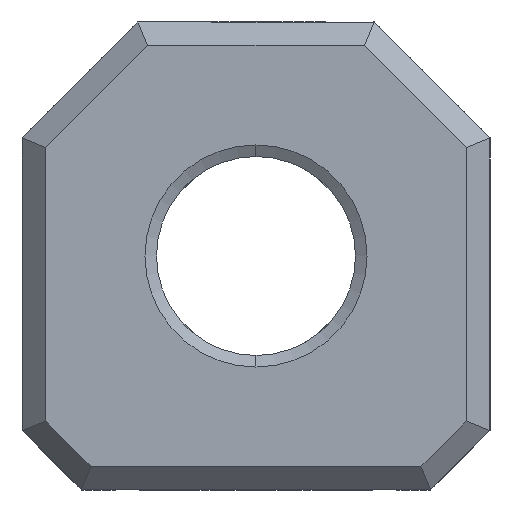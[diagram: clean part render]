
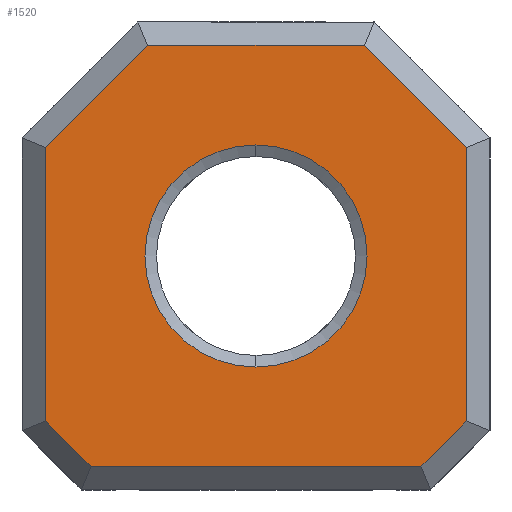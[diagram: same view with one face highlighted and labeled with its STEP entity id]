
A CAD part, left-side view. The second image highlights one B-rep face of the part: STEP entity #1520.
In plain terms, the highlighted planar face has unit normal (-1, 0, 0).
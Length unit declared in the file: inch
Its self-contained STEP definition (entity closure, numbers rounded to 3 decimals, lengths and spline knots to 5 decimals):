
#14 = CIRCLE ( 'NONE', #1760, 0.3735 ) ;
#106 = DIRECTION ( 'NONE',  ( 0., -0.707, 0.707 ) ) ;
#222 = EDGE_CURVE ( 'NONE', #1122, #2159, #2214, .T. ) ;
#239 = VERTEX_POINT ( 'NONE', #815 ) ;
#310 = EDGE_CURVE ( 'NONE', #2840, #2388, #1446, .T. ) ;
#364 = DIRECTION ( 'NONE',  ( 0., -1., 0. ) ) ;
#369 = EDGE_CURVE ( 'NONE', #239, #1527, #1958, .T. ) ;
#385 = VECTOR ( 'NONE', #781, 39.37008 ) ;
#391 = DIRECTION ( 'NONE',  ( 1., 0., 0. ) ) ;
#451 = ORIENTED_EDGE ( 'NONE', *, *, #2304, .T. ) ;
#517 = LINE ( 'NONE', #2104, #1614 ) ;
#530 = CARTESIAN_POINT ( 'NONE',  ( -2.362, 0., 0. ) ) ;
#557 = EDGE_CURVE ( 'NONE', #2804, #1043, #2680, .T. ) ;
#565 = AXIS2_PLACEMENT_3D ( 'NONE', #1909, #391, #1922 ) ;
#582 = CARTESIAN_POINT ( 'NONE',  ( -2.362, -0.34185, 0.73185 ) ) ;
#711 = ORIENTED_EDGE ( 'NONE', *, *, #222, .T. ) ;
#745 = DIRECTION ( 'NONE',  ( 0., 0., 1. ) ) ;
#752 = ORIENTED_EDGE ( 'NONE', *, *, #369, .F. ) ;
#776 = FACE_BOUND ( 'NONE', #1997, .T. ) ;
#781 = DIRECTION ( 'NONE',  ( 0., 0., -1. ) ) ;
#796 = EDGE_CURVE ( 'NONE', #1527, #239, #14, .T. ) ;
#808 = CARTESIAN_POINT ( 'NONE',  ( -2.362, -0.787, -0.709 ) ) ;
#815 = CARTESIAN_POINT ( 'NONE',  ( -2.362, 0., -0.3735 ) ) ;
#818 = PLANE ( 'NONE',  #565 ) ;
#831 = ORIENTED_EDGE ( 'NONE', *, *, #1939, .T. ) ;
#864 = CARTESIAN_POINT ( 'NONE',  ( -2.362, 0., 0. ) ) ;
#1022 = DIRECTION ( 'NONE',  ( 0., 1., 0. ) ) ;
#1039 = ORIENTED_EDGE ( 'NONE', *, *, #2405, .T. ) ;
#1043 = VERTEX_POINT ( 'NONE', #2716 ) ;
#1057 = CARTESIAN_POINT ( 'NONE',  ( -2.362, 0., 0.3735 ) ) ;
#1087 = DIRECTION ( 'NONE',  ( 0., 0., 1. ) ) ;
#1091 = CARTESIAN_POINT ( 'NONE',  ( -2.362, 0.53185, -0.73185 ) ) ;
#1122 = VERTEX_POINT ( 'NONE', #1906 ) ;
#1230 = ORIENTED_EDGE ( 'NONE', *, *, #1596, .T. ) ;
#1307 = CARTESIAN_POINT ( 'NONE',  ( -2.362, -0.55469, -0.709 ) ) ;
#1315 = CARTESIAN_POINT ( 'NONE',  ( -2.362, -0.36469, 0.709 ) ) ;
#1361 = AXIS2_PLACEMENT_3D ( 'NONE', #864, #2381, #1087 ) ;
#1423 = CARTESIAN_POINT ( 'NONE',  ( -2.362, 0.709, -0.787 ) ) ;
#1446 = LINE ( 'NONE', #2577, #2513 ) ;
#1461 = DIRECTION ( 'NONE',  ( 0., 0.707, 0.707 ) ) ;
#1520 = ADVANCED_FACE ( 'NONE', ( #2508, #776 ), #818, .F. ) ;
#1527 = VERTEX_POINT ( 'NONE', #1057 ) ;
#1532 = DIRECTION ( 'NONE',  ( 0., -0.707, -0.707 ) ) ;
#1576 = ORIENTED_EDGE ( 'NONE', *, *, #1830, .T. ) ;
#1596 = EDGE_CURVE ( 'NONE', #2355, #1122, #2827, .T. ) ;
#1614 = VECTOR ( 'NONE', #1812, 39.37008 ) ;
#1628 = ORIENTED_EDGE ( 'NONE', *, *, #310, .T. ) ;
#1676 = EDGE_LOOP ( 'NONE', ( #1039, #1230, #711, #1576, #1628, #831, #2156, #451 ) ) ;
#1760 = AXIS2_PLACEMENT_3D ( 'NONE', #530, #2050, #745 ) ;
#1812 = DIRECTION ( 'NONE',  ( 0., 0.707, -0.707 ) ) ;
#1830 = EDGE_CURVE ( 'NONE', #2159, #2840, #2633, .T. ) ;
#1840 = CARTESIAN_POINT ( 'NONE',  ( -2.362, -0.709, 0.36469 ) ) ;
#1906 = CARTESIAN_POINT ( 'NONE',  ( -2.362, 0.55469, -0.709 ) ) ;
#1909 = CARTESIAN_POINT ( 'NONE',  ( -2.362, -0.787, -0.787 ) ) ;
#1922 = DIRECTION ( 'NONE',  ( 0., 0., -1. ) ) ;
#1934 = VECTOR ( 'NONE', #1461, 39.37008 ) ;
#1939 = EDGE_CURVE ( 'NONE', #2388, #2804, #2423, .T. ) ;
#1958 = CIRCLE ( 'NONE', #1361, 0.3735 ) ;
#1964 = VERTEX_POINT ( 'NONE', #2330 ) ;
#1997 = EDGE_LOOP ( 'NONE', ( #2049, #752 ) ) ;
#2048 = VECTOR ( 'NONE', #106, 39.37008 ) ;
#2049 = ORIENTED_EDGE ( 'NONE', *, *, #796, .F. ) ;
#2050 = DIRECTION ( 'NONE',  ( -1., 0., 0. ) ) ;
#2104 = CARTESIAN_POINT ( 'NONE',  ( -2.362, 0.73185, 0.34185 ) ) ;
#2113 = VECTOR ( 'NONE', #1022, 39.37008 ) ;
#2154 = DIRECTION ( 'NONE',  ( 0., 0., 1. ) ) ;
#2156 = ORIENTED_EDGE ( 'NONE', *, *, #557, .T. ) ;
#2159 = VERTEX_POINT ( 'NONE', #1307 ) ;
#2214 = LINE ( 'NONE', #808, #2718 ) ;
#2228 = VECTOR ( 'NONE', #1532, 39.37008 ) ;
#2304 = EDGE_CURVE ( 'NONE', #1043, #1964, #517, .T. ) ;
#2330 = CARTESIAN_POINT ( 'NONE',  ( -2.362, 0.709, 0.36469 ) ) ;
#2355 = VERTEX_POINT ( 'NONE', #2462 ) ;
#2381 = DIRECTION ( 'NONE',  ( -1., 0., 0. ) ) ;
#2388 = VERTEX_POINT ( 'NONE', #1840 ) ;
#2405 = EDGE_CURVE ( 'NONE', #1964, #2355, #2567, .T. ) ;
#2423 = LINE ( 'NONE', #582, #1934 ) ;
#2462 = CARTESIAN_POINT ( 'NONE',  ( -2.362, 0.709, -0.55469 ) ) ;
#2508 = FACE_OUTER_BOUND ( 'NONE', #1676, .T. ) ;
#2513 = VECTOR ( 'NONE', #2154, 39.37008 ) ;
#2530 = CARTESIAN_POINT ( 'NONE',  ( -2.362, -0.787, 0.709 ) ) ;
#2567 = LINE ( 'NONE', #1423, #385 ) ;
#2577 = CARTESIAN_POINT ( 'NONE',  ( -2.362, -0.709, -0.787 ) ) ;
#2620 = CARTESIAN_POINT ( 'NONE',  ( -2.362, -0.709, -0.55469 ) ) ;
#2633 = LINE ( 'NONE', #2719, #2048 ) ;
#2680 = LINE ( 'NONE', #2530, #2113 ) ;
#2716 = CARTESIAN_POINT ( 'NONE',  ( -2.362, 0.36469, 0.709 ) ) ;
#2718 = VECTOR ( 'NONE', #364, 39.37008 ) ;
#2719 = CARTESIAN_POINT ( 'NONE',  ( -2.362, -0.73185, -0.53185 ) ) ;
#2804 = VERTEX_POINT ( 'NONE', #1315 ) ;
#2827 = LINE ( 'NONE', #1091, #2228 ) ;
#2840 = VERTEX_POINT ( 'NONE', #2620 ) ;
